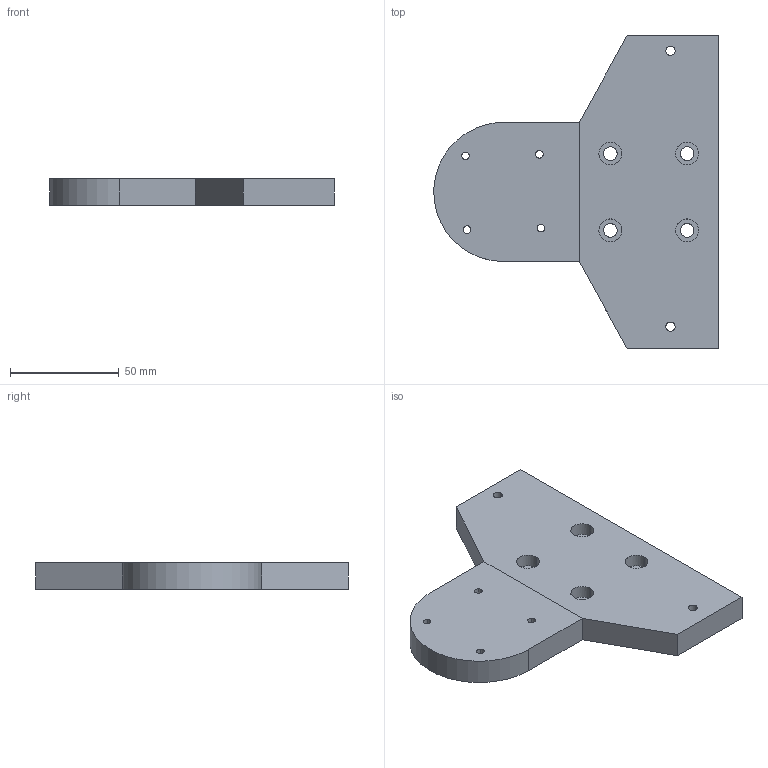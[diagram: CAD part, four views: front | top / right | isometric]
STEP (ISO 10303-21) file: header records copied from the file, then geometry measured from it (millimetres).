
FILE_DESCRIPTION(/* description */ (''),/* implementation_level */ '2;1');
FILE_NAME(/* name */ 'fdm_extruder_bracket',/* time_stamp */ '2023-10-12T13:41:25+02:00',/* author */ (''),/* organization */ (''),/* preprocessor_version */ 'ST-DEVELOPER v16.5',/* originating_system */ 'Rhino 7.33',/* authorisation */ '');
FILE_SCHEMA (('CONFIG_CONTROL_DESIGN'));
Length unit declared in the file: millimetre
Products named in the file (1): Document
Bounding box: 130.97 x 144 x 12 mm (x, y, z)
Volume: 142377.5 mm3; surface area: 32076 mm2
Topology: 1 solids, 1 shells, 56 faces, 134 edges, 88 vertices
Faces by surface type: cylinder 37, plane 19
Entity records: 1673 total; most frequent: CARTESIAN_POINT 640, ORIENTED_EDGE 268, EDGE_CURVE 134, VERTEX_POINT 88, EDGE_LOOP 84, DIRECTION 60, B_SPLINE_CURVE_WITH_KNOTS 59, AXIS2_PLACEMENT_3D 58
